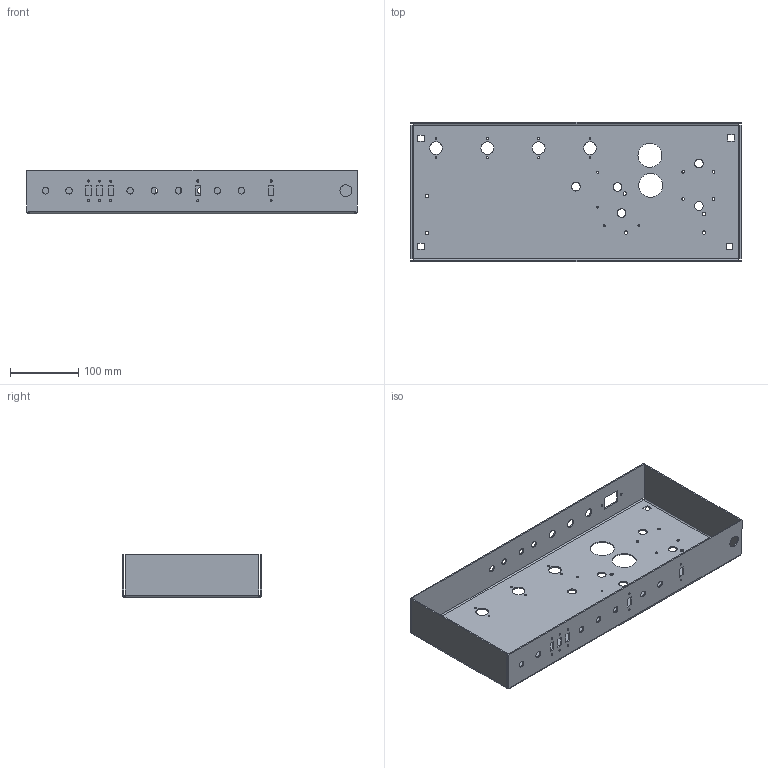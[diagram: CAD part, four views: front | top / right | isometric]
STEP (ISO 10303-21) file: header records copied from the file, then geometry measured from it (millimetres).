
FILE_DESCRIPTION(/* description */ (''),/* implementation_level */ '2;1');
FILE_NAME(/* name */ 'ods chassis v4.step',/* time_stamp */ '2023-07-22T16:10:05-04:00',/* author */ (''),/* organization */ (''),/* preprocessor_version */ 'ST-DEVELOPER v19.2',/* originating_system */ 'Autodesk Translation Framework v12.6.0.85',/* authorisation */ '');
FILE_SCHEMA (('AUTOMOTIVE_DESIGN { 1 0 10303 214 3 1 1 }'));
Length unit declared in the file: millimetre
Products named in the file (2): ods chassis; Component1
Assembly tree (1 placements, depth 2):
  ods chassis
    Component1
Bounding box: 482.6 x 203.2 x 63.5 mm (x, y, z)
Volume: 329682.7 mm3; surface area: 353492.4 mm2
Topology: 1 solids, 1 shells, 142 faces, 388 edges, 248 vertices
Faces by surface type: plane 74, cylinder 68
Full cylindrical faces by diameter (mm): 2.778 x12, 3.043 x1, 3.048 x9, 3.084 x2, 3.734 x4, 5.08 x6, 9.525 x11, 12.7 x8, 17.463 x1, 18.5 x4, 35 x2
Entity records: 4825 total; most frequent: DIRECTION 814, CARTESIAN_POINT 781, ORIENTED_EDGE 776, EDGE_CURVE 388, EDGE_LOOP 282, AXIS2_PLACEMENT_3D 281, LINE 252, VECTOR 252
